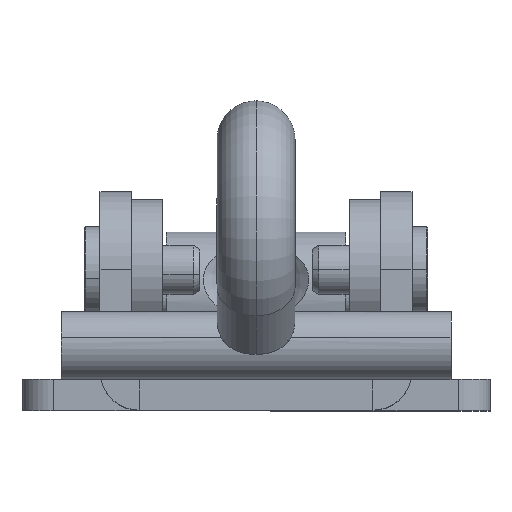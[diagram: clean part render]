
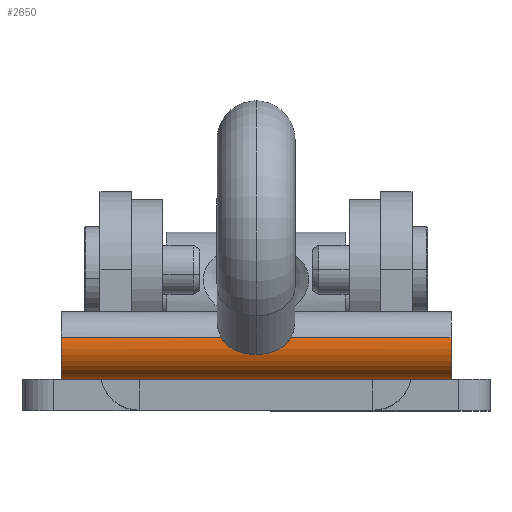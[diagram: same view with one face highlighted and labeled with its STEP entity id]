
A CAD part, top view. The second image highlights one B-rep face of the part: STEP entity #2650.
In plain terms, the highlighted cylindrical face has radius 2.19 mm (diameter 4.38 mm), a partial arc.
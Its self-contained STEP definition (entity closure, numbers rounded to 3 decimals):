
#16 = VERTEX_POINT ( 'NONE', #3884 ) ;
#19 = CARTESIAN_POINT ( 'NONE',  ( -10.643, 2.167, -47.756 ) ) ;
#37 = CARTESIAN_POINT ( 'NONE',  ( -10.584, 2.195, -47.761 ) ) ;
#112 = B_SPLINE_CURVE_WITH_KNOTS ( 'NONE', 3,
 ( #3441, #552, #889, #1224 ),
 .UNSPECIFIED., .F., .F.,
 ( 4, 4 ),
 ( 0., 0. ),
 .UNSPECIFIED. ) ;
#263 = ORIENTED_EDGE ( 'NONE', *, *, #3879, .T. ) ;
#291 = LINE ( 'NONE', #674, #589 ) ;
#359 = EDGE_CURVE ( 'NONE', #425, #16, #4053, .T. ) ;
#365 = CARTESIAN_POINT ( 'NONE',  ( -10.463, 12.5, -47.763 ) ) ;
#379 = CARTESIAN_POINT ( 'NONE',  ( -10.524, 2.222, -47.763 ) ) ;
#425 = VERTEX_POINT ( 'NONE', #2035 ) ;
#552 = CARTESIAN_POINT ( 'NONE',  ( -10.584, -2.195, -47.761 ) ) ;
#578 = CARTESIAN_POINT ( 'NONE',  ( -10.463, -2.247, -47.763 ) ) ;
#587 = CARTESIAN_POINT ( 'NONE',  ( -10.463, 2.247, -47.763 ) ) ;
#589 = VECTOR ( 'NONE', #704, 1000. ) ;
#597 = VECTOR ( 'NONE', #3930, 1000. ) ;
#644 = LINE ( 'NONE', #365, #597 ) ;
#674 = CARTESIAN_POINT ( 'NONE',  ( -10.463, 12.5, -43.383 ) ) ;
#704 = DIRECTION ( 'NONE',  ( 0., -1., 0. ) ) ;
#848 = LINE ( 'NONE', #2209, #1921 ) ;
#889 = CARTESIAN_POINT ( 'NONE',  ( -10.524, -2.222, -47.763 ) ) ;
#927 = VERTEX_POINT ( 'NONE', #3343 ) ;
#1030 = B_SPLINE_CURVE_WITH_KNOTS ( 'NONE', 3,
 ( #587, #379, #37, #19 ),
 .UNSPECIFIED., .F., .F.,
 ( 4, 4 ),
 ( 0.003, 0.003 ),
 .UNSPECIFIED. ) ;
#1094 = VERTEX_POINT ( 'NONE', #2041 ) ;
#1132 = EDGE_CURVE ( 'NONE', #2492, #425, #3214, .T. ) ;
#1181 = VERTEX_POINT ( 'NONE', #3809 ) ;
#1205 = EDGE_CURVE ( 'NONE', #1094, #2492, #112, .T. ) ;
#1224 = CARTESIAN_POINT ( 'NONE',  ( -10.463, -2.247, -47.763 ) ) ;
#1327 = DIRECTION ( 'NONE',  ( 0., -1., 0. ) ) ;
#1445 = AXIS2_PLACEMENT_3D ( 'NONE', #4303, #4323, #4088 ) ;
#1522 = DIRECTION ( 'NONE',  ( 0., -1., 0. ) ) ;
#1577 = CARTESIAN_POINT ( 'NONE',  ( -10.463, 12.5, -47.763 ) ) ;
#1736 = AXIS2_PLACEMENT_3D ( 'NONE', #1861, #1522, #1952 ) ;
#1761 = VERTEX_POINT ( 'NONE', #3321 ) ;
#1857 = AXIS2_PLACEMENT_3D ( 'NONE', #3745, #4322, #4287 ) ;
#1861 = CARTESIAN_POINT ( 'NONE',  ( -10.463, 12.5, -45.573 ) ) ;
#1879 = EDGE_CURVE ( 'NONE', #927, #1094, #848, .T. ) ;
#1921 = VECTOR ( 'NONE', #2171, 1000. ) ;
#1952 = DIRECTION ( 'NONE',  ( 0., 0., -1. ) ) ;
#2026 = ORIENTED_EDGE ( 'NONE', *, *, #4028, .F. ) ;
#2035 = CARTESIAN_POINT ( 'NONE',  ( -10.463, -12.5, -47.763 ) ) ;
#2041 = CARTESIAN_POINT ( 'NONE',  ( -10.643, -2.167, -47.756 ) ) ;
#2084 = ORIENTED_EDGE ( 'NONE', *, *, #3875, .F. ) ;
#2098 = CIRCLE ( 'NONE', #1445, 2.19 ) ;
#2171 = DIRECTION ( 'NONE',  ( 0., -1., 0. ) ) ;
#2209 = CARTESIAN_POINT ( 'NONE',  ( -10.643, 12.5, -47.756 ) ) ;
#2402 = ORIENTED_EDGE ( 'NONE', *, *, #1879, .T. ) ;
#2492 = VERTEX_POINT ( 'NONE', #578 ) ;
#2650 = ADVANCED_FACE ( 'NONE', ( #2921 ), #2926, .T. ) ;
#2846 = ORIENTED_EDGE ( 'NONE', *, *, #359, .T. ) ;
#2921 = FACE_OUTER_BOUND ( 'NONE', #3415, .T. ) ;
#2926 = CYLINDRICAL_SURFACE ( 'NONE', #1736, 2.19 ) ;
#3055 = ORIENTED_EDGE ( 'NONE', *, *, #4272, .T. ) ;
#3214 = LINE ( 'NONE', #4181, #3737 ) ;
#3321 = CARTESIAN_POINT ( 'NONE',  ( -10.463, 2.247, -47.763 ) ) ;
#3343 = CARTESIAN_POINT ( 'NONE',  ( -10.643, 2.167, -47.756 ) ) ;
#3371 = ORIENTED_EDGE ( 'NONE', *, *, #1205, .T. ) ;
#3415 = EDGE_LOOP ( 'NONE', ( #2084, #2026, #3055, #263, #2402, #3371, #3907, #2846 ) ) ;
#3441 = CARTESIAN_POINT ( 'NONE',  ( -10.643, -2.167, -47.756 ) ) ;
#3501 = VERTEX_POINT ( 'NONE', #1577 ) ;
#3737 = VECTOR ( 'NONE', #1327, 1000. ) ;
#3745 = CARTESIAN_POINT ( 'NONE',  ( -10.463, -12.5, -45.573 ) ) ;
#3809 = CARTESIAN_POINT ( 'NONE',  ( -10.463, 12.5, -43.383 ) ) ;
#3875 = EDGE_CURVE ( 'NONE', #1181, #16, #291, .T. ) ;
#3879 = EDGE_CURVE ( 'NONE', #1761, #927, #1030, .T. ) ;
#3884 = CARTESIAN_POINT ( 'NONE',  ( -10.463, -12.5, -43.383 ) ) ;
#3907 = ORIENTED_EDGE ( 'NONE', *, *, #1132, .T. ) ;
#3930 = DIRECTION ( 'NONE',  ( 0., -1., 0. ) ) ;
#4028 = EDGE_CURVE ( 'NONE', #3501, #1181, #2098, .T. ) ;
#4053 = CIRCLE ( 'NONE', #1857, 2.19 ) ;
#4088 = DIRECTION ( 'NONE',  ( 0., 0., 1. ) ) ;
#4181 = CARTESIAN_POINT ( 'NONE',  ( -10.463, 12.5, -47.763 ) ) ;
#4272 = EDGE_CURVE ( 'NONE', #3501, #1761, #644, .T. ) ;
#4287 = DIRECTION ( 'NONE',  ( 0., 0., 1. ) ) ;
#4303 = CARTESIAN_POINT ( 'NONE',  ( -10.463, 12.5, -45.573 ) ) ;
#4322 = DIRECTION ( 'NONE',  ( 0., 1., 0. ) ) ;
#4323 = DIRECTION ( 'NONE',  ( 0., 1., 0. ) ) ;
